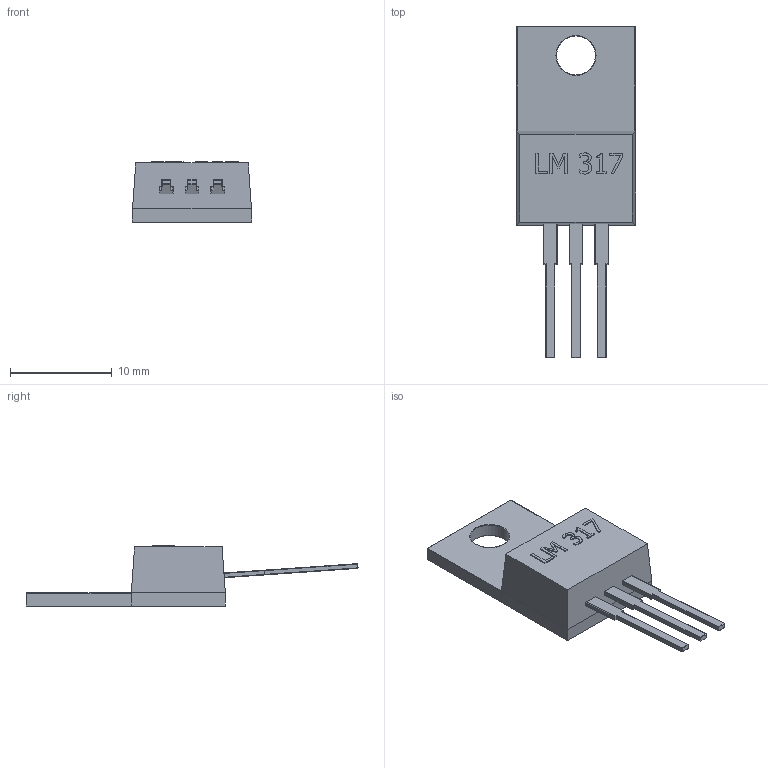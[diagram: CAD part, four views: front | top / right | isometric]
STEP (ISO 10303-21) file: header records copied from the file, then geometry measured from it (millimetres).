
FILE_DESCRIPTION(/* description */ (''),/* implementation_level */ '2;1');
FILE_NAME(/* name */ 'LM317.step',/* time_stamp */ '2023-01-10T01:22:24+01:00',/* author */ ('BerndHF'),/* organization */ (''),/* preprocessor_version */ 'ST-DEVELOPER v17',/* originating_system */ 'Autodesk Inventor 2019',/* authorisation */ '');
FILE_SCHEMA (('AUTOMOTIVE_DESIGN { 1 0 10303 214 3 1 1 }'));
Length unit declared in the file: millimetre
Products named in the file (1): LM317
Bounding box: 11.73 x 32.68 x 5.92 mm (x, y, z)
Volume: 764.8 mm3; surface area: 825.1 mm2
Topology: 1 solids, 1 shells, 212 faces, 537 edges, 337 vertices
Faces by surface type: plane 106, cylinder 59, sphere 25, bspline 20, torus 2
Full cylindrical faces by diameter (mm): 3.84 x1
Entity records: 6350 total; most frequent: CARTESIAN_POINT 1323, ORIENTED_EDGE 1026, DIRECTION 970, EDGE_CURVE 513, LINE 362, VECTOR 362, VERTEX_POINT 311, AXIS2_PLACEMENT_3D 304
